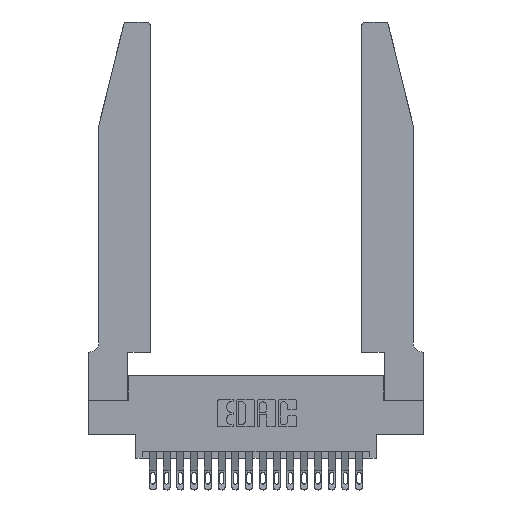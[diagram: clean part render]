
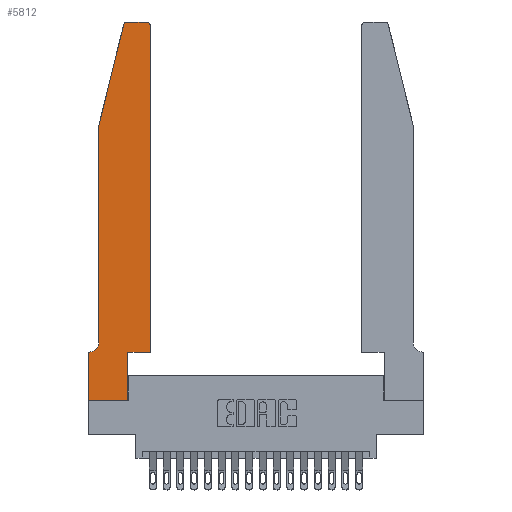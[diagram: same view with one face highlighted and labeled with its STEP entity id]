
A CAD part, top view. The second image highlights one B-rep face of the part: STEP entity #5812.
In plain terms, the highlighted planar face has unit normal (0, 0, 1).
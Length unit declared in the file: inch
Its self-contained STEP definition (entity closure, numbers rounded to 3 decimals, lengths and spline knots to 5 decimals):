
#140 = CARTESIAN_POINT ( 'NONE',  ( 0.4205, 2.72, 0.37 ) ) ;
#382 = CARTESIAN_POINT ( 'NONE',  ( 0.4505, 0.35, 0.37 ) ) ;
#403 = AXIS2_PLACEMENT_3D ( 'NONE', #140, #8633, #18478 ) ;
#426 = CARTESIAN_POINT ( 'NONE',  ( 0.2865, 0.35, 0.37 ) ) ;
#495 = AXIS2_PLACEMENT_3D ( 'NONE', #17636, #19299, #4718 ) ;
#628 = EDGE_CURVE ( 'NONE', #14426, #1021, #2156, .T. ) ;
#1021 = VERTEX_POINT ( 'NONE', #7305 ) ;
#1054 = DIRECTION ( 'NONE',  ( 0., 0., 1. ) ) ;
#1209 = LINE ( 'NONE', #12206, #2482 ) ;
#1293 = ORIENTED_EDGE ( 'NONE', *, *, #8170, .T. ) ;
#1445 = CARTESIAN_POINT ( 'NONE',  ( 0.4505, 2.72, 0.37 ) ) ;
#1501 = VERTEX_POINT ( 'NONE', #15337 ) ;
#1906 = VECTOR ( 'NONE', #11946, 39.37008 ) ;
#2156 = LINE ( 'NONE', #426, #1906 ) ;
#2474 = DIRECTION ( 'NONE',  ( -1., 0., 0. ) ) ;
#2482 = VECTOR ( 'NONE', #6744, 39.37008 ) ;
#2560 = CARTESIAN_POINT ( 'NONE',  ( 0., 0.35, 0.37 ) ) ;
#2843 = EDGE_CURVE ( 'NONE', #4470, #1501, #11102, .T. ) ;
#2982 = CARTESIAN_POINT ( 'NONE',  ( 0.0755, 0.42, 0.37 ) ) ;
#3469 = LINE ( 'NONE', #16960, #19915 ) ;
#3792 = EDGE_CURVE ( 'NONE', #1021, #3883, #11337, .T. ) ;
#3800 = DIRECTION ( 'NONE',  ( 0., -1., 0. ) ) ;
#3883 = VERTEX_POINT ( 'NONE', #382 ) ;
#4358 = EDGE_CURVE ( 'NONE', #6795, #10939, #10803, .T. ) ;
#4470 = VERTEX_POINT ( 'NONE', #2982 ) ;
#4718 = DIRECTION ( 'NONE',  ( 1., 0., 0. ) ) ;
#4847 = ORIENTED_EDGE ( 'NONE', *, *, #4358, .T. ) ;
#4902 = CIRCLE ( 'NONE', #403, 0.03 ) ;
#5342 = DIRECTION ( 'NONE',  ( 0., 1., 0. ) ) ;
#5364 = FACE_OUTER_BOUND ( 'NONE', #18328, .T. ) ;
#5720 = ORIENTED_EDGE ( 'NONE', *, *, #7336, .T. ) ;
#5812 = ADVANCED_FACE ( 'NONE', ( #5364 ), #18939, .T. ) ;
#5901 = CARTESIAN_POINT ( 'NONE',  ( 0.4505, 0.35, 0.37 ) ) ;
#6352 = EDGE_CURVE ( 'NONE', #15761, #14426, #1209, .T. ) ;
#6487 = DIRECTION ( 'NONE',  ( -1., 0., 0. ) ) ;
#6744 = DIRECTION ( 'NONE',  ( 1., 0., 0. ) ) ;
#6795 = VERTEX_POINT ( 'NONE', #12337 ) ;
#6896 = CIRCLE ( 'NONE', #495, 0.03 ) ;
#7179 = CARTESIAN_POINT ( 'NONE',  ( 0.0755, 2., 0.37 ) ) ;
#7181 = VECTOR ( 'NONE', #3800, 39.37008 ) ;
#7305 = CARTESIAN_POINT ( 'NONE',  ( 0.2865, 0.35, 0.37 ) ) ;
#7336 = EDGE_CURVE ( 'NONE', #3883, #9709, #3469, .T. ) ;
#7443 = VERTEX_POINT ( 'NONE', #7537 ) ;
#7488 = CARTESIAN_POINT ( 'NONE',  ( 0.0055, 0.42, 0.37 ) ) ;
#7537 = CARTESIAN_POINT ( 'NONE',  ( 0., 0.35, 0.37 ) ) ;
#7792 = CARTESIAN_POINT ( 'NONE',  ( 0.4205, 2.75, 0.37 ) ) ;
#8170 = EDGE_CURVE ( 'NONE', #1501, #7443, #10942, .T. ) ;
#8633 = DIRECTION ( 'NONE',  ( 0., 0., 1. ) ) ;
#8752 = ORIENTED_EDGE ( 'NONE', *, *, #15589, .T. ) ;
#9436 = ORIENTED_EDGE ( 'NONE', *, *, #14761, .T. ) ;
#9709 = VERTEX_POINT ( 'NONE', #1445 ) ;
#9925 = ORIENTED_EDGE ( 'NONE', *, *, #18797, .T. ) ;
#10630 = DIRECTION ( 'NONE',  ( 0., 0., -1. ) ) ;
#10803 = LINE ( 'NONE', #17580, #11052 ) ;
#10857 = VERTEX_POINT ( 'NONE', #20617 ) ;
#10939 = VERTEX_POINT ( 'NONE', #18042 ) ;
#10942 = LINE ( 'NONE', #14601, #17852 ) ;
#11052 = VECTOR ( 'NONE', #12567, 39.37008 ) ;
#11102 = CIRCLE ( 'NONE', #13239, 0.07 ) ;
#11321 = CARTESIAN_POINT ( 'NONE',  ( 0.2865, 0., 0.37 ) ) ;
#11337 = LINE ( 'NONE', #5901, #11839 ) ;
#11516 = LINE ( 'NONE', #7179, #7181 ) ;
#11839 = VECTOR ( 'NONE', #19012, 39.37008 ) ;
#11946 = DIRECTION ( 'NONE',  ( 0., 1., 0. ) ) ;
#11984 = EDGE_CURVE ( 'NONE', #7443, #15761, #18296, .T. ) ;
#12206 = CARTESIAN_POINT ( 'NONE',  ( 0., 0., 0.37 ) ) ;
#12337 = CARTESIAN_POINT ( 'NONE',  ( 0.25487, 2.72718, 0.37 ) ) ;
#12567 = DIRECTION ( 'NONE',  ( -0.239, -0.971, 0. ) ) ;
#12910 = DIRECTION ( 'NONE',  ( -1., 0., 0. ) ) ;
#12988 = CARTESIAN_POINT ( 'NONE',  ( 0.2605, 2.75, 0.37 ) ) ;
#13239 = AXIS2_PLACEMENT_3D ( 'NONE', #7488, #10630, #2474 ) ;
#13284 = ORIENTED_EDGE ( 'NONE', *, *, #18565, .T. ) ;
#13482 = CARTESIAN_POINT ( 'NONE',  ( 0., 0., 0.37 ) ) ;
#13549 = CARTESIAN_POINT ( 'NONE',  ( 0., 0., 0.37 ) ) ;
#13816 = ORIENTED_EDGE ( 'NONE', *, *, #6352, .T. ) ;
#14054 = DIRECTION ( 'NONE',  ( 1., 0., 0. ) ) ;
#14144 = LINE ( 'NONE', #12988, #16964 ) ;
#14236 = ORIENTED_EDGE ( 'NONE', *, *, #11984, .T. ) ;
#14426 = VERTEX_POINT ( 'NONE', #11321 ) ;
#14601 = CARTESIAN_POINT ( 'NONE',  ( 0.0755, 0.35, 0.37 ) ) ;
#14761 = EDGE_CURVE ( 'NONE', #10939, #4470, #11516, .T. ) ;
#15337 = CARTESIAN_POINT ( 'NONE',  ( 0.0055, 0.35, 0.37 ) ) ;
#15589 = EDGE_CURVE ( 'NONE', #10857, #6795, #6896, .T. ) ;
#15761 = VERTEX_POINT ( 'NONE', #13482 ) ;
#15994 = VECTOR ( 'NONE', #21111, 39.37008 ) ;
#16287 = AXIS2_PLACEMENT_3D ( 'NONE', #2560, #1054, #14054 ) ;
#16960 = CARTESIAN_POINT ( 'NONE',  ( 0.4505, 0.35, 0.37 ) ) ;
#16964 = VECTOR ( 'NONE', #12910, 39.37008 ) ;
#17580 = CARTESIAN_POINT ( 'NONE',  ( 0.0755, 2., 0.37 ) ) ;
#17636 = CARTESIAN_POINT ( 'NONE',  ( 0.284, 2.72, 0.37 ) ) ;
#17852 = VECTOR ( 'NONE', #6487, 39.37008 ) ;
#18042 = CARTESIAN_POINT ( 'NONE',  ( 0.0755, 2., 0.37 ) ) ;
#18296 = LINE ( 'NONE', #13549, #15994 ) ;
#18328 = EDGE_LOOP ( 'NONE', ( #13284, #8752, #4847, #9436, #19435, #1293, #14236, #13816, #20594, #19621, #5720, #9925 ) ) ;
#18478 = DIRECTION ( 'NONE',  ( 1., 0., 0. ) ) ;
#18565 = EDGE_CURVE ( 'NONE', #18665, #10857, #14144, .T. ) ;
#18665 = VERTEX_POINT ( 'NONE', #7792 ) ;
#18797 = EDGE_CURVE ( 'NONE', #9709, #18665, #4902, .T. ) ;
#18939 = PLANE ( 'NONE',  #16287 ) ;
#19012 = DIRECTION ( 'NONE',  ( 1., 0., 0. ) ) ;
#19299 = DIRECTION ( 'NONE',  ( 0., 0., 1. ) ) ;
#19435 = ORIENTED_EDGE ( 'NONE', *, *, #2843, .T. ) ;
#19621 = ORIENTED_EDGE ( 'NONE', *, *, #3792, .T. ) ;
#19915 = VECTOR ( 'NONE', #5342, 39.37008 ) ;
#20594 = ORIENTED_EDGE ( 'NONE', *, *, #628, .T. ) ;
#20617 = CARTESIAN_POINT ( 'NONE',  ( 0.284, 2.75, 0.37 ) ) ;
#21111 = DIRECTION ( 'NONE',  ( 0., -1., 0. ) ) ;
